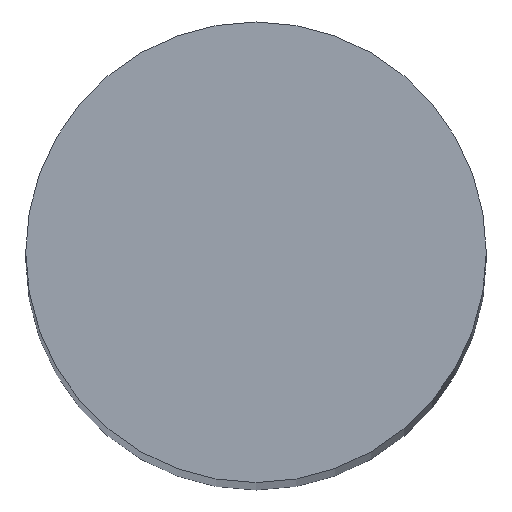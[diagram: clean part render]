
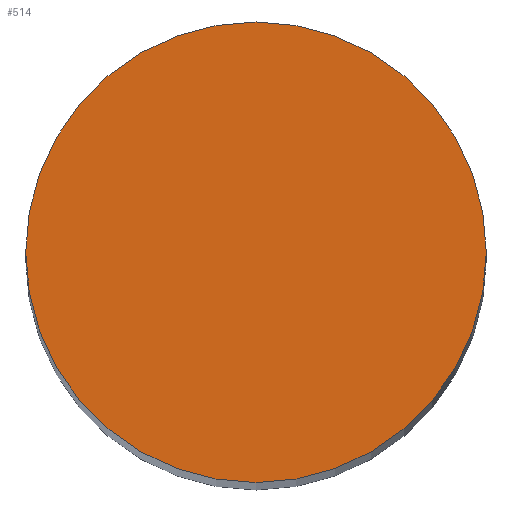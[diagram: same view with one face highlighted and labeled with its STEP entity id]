
A CAD part, top view. The second image highlights one B-rep face of the part: STEP entity #514.
In plain terms, the highlighted planar face has unit normal (0, 0, 1).
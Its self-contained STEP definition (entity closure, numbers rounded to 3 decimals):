
#2 = FACE_OUTER_BOUND ( 'NONE', #292, .T. ) ;
#41 = CARTESIAN_POINT ( 'NONE',  ( 16., 0., 300. ) ) ;
#46 = ORIENTED_EDGE ( 'NONE', *, *, #619, .F. ) ;
#49 = CIRCLE ( 'NONE', #290, 16. ) ;
#150 = CARTESIAN_POINT ( 'NONE',  ( 0., 0., 300. ) ) ;
#197 = PLANE ( 'NONE',  #223 ) ;
#202 = CARTESIAN_POINT ( 'NONE',  ( 0., 0., 300. ) ) ;
#204 = DIRECTION ( 'NONE',  ( 0., 0., -1. ) ) ;
#223 = AXIS2_PLACEMENT_3D ( 'NONE', #235, #607, #561 ) ;
#231 = CARTESIAN_POINT ( 'NONE',  ( -16., 0., 300. ) ) ;
#235 = CARTESIAN_POINT ( 'NONE',  ( 0., 16., 300. ) ) ;
#253 = AXIS2_PLACEMENT_3D ( 'NONE', #202, #682, #416 ) ;
#260 = VERTEX_POINT ( 'NONE', #231 ) ;
#290 = AXIS2_PLACEMENT_3D ( 'NONE', #150, #204, #635 ) ;
#292 = EDGE_LOOP ( 'NONE', ( #46, #529 ) ) ;
#416 = DIRECTION ( 'NONE',  ( -1., 0., 0. ) ) ;
#514 = ADVANCED_FACE ( 'NONE', ( #2 ), #197, .F. ) ;
#521 = VERTEX_POINT ( 'NONE', #41 ) ;
#527 = EDGE_CURVE ( 'NONE', #521, #260, #685, .T. ) ;
#529 = ORIENTED_EDGE ( 'NONE', *, *, #527, .F. ) ;
#561 = DIRECTION ( 'NONE',  ( -1., 0., 0. ) ) ;
#607 = DIRECTION ( 'NONE',  ( 0., 0., -1. ) ) ;
#619 = EDGE_CURVE ( 'NONE', #260, #521, #49, .T. ) ;
#635 = DIRECTION ( 'NONE',  ( -1., 0., 0. ) ) ;
#682 = DIRECTION ( 'NONE',  ( 0., 0., -1. ) ) ;
#685 = CIRCLE ( 'NONE', #253, 16. ) ;
